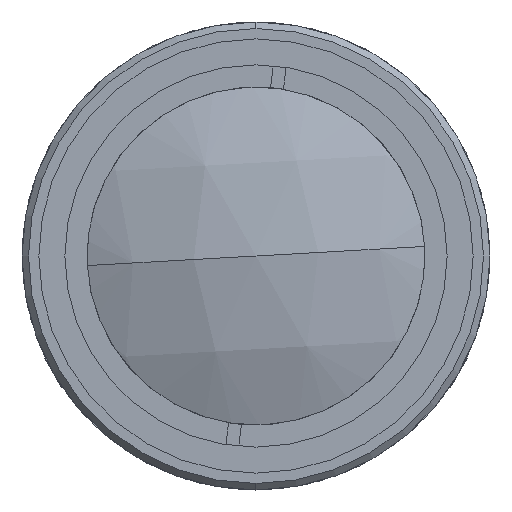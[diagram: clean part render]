
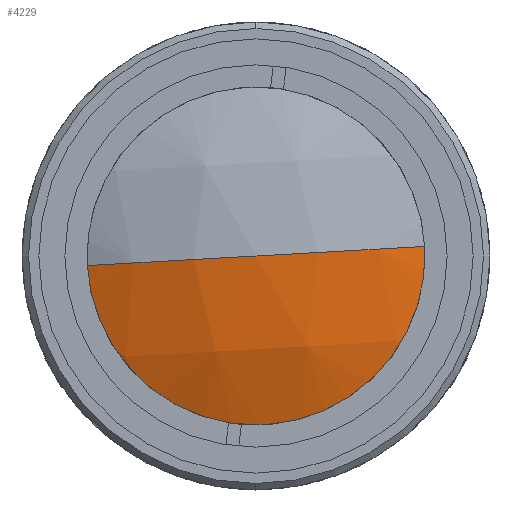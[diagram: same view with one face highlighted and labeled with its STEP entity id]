
A CAD part, left-side view. The second image highlights one B-rep face of the part: STEP entity #4229.
In plain terms, the highlighted spherical face has radius 34.13 mm.
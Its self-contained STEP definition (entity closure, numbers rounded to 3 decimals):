
#125 = DIRECTION ( 'NONE',  ( 0., 0.057, 0.998 ) ) ;
#544 = DIRECTION ( 'NONE',  ( -1., 0., 0. ) ) ;
#620 = CARTESIAN_POINT ( 'NONE',  ( 42.13, 0., 0. ) ) ;
#706 = VERTEX_POINT ( 'NONE', #2591 ) ;
#836 = VERTEX_POINT ( 'NONE', #2693 ) ;
#844 = CARTESIAN_POINT ( 'NONE',  ( 8., 0., 0. ) ) ;
#902 = AXIS2_PLACEMENT_3D ( 'NONE', #1256, #3872, #4676 ) ;
#1049 = DIRECTION ( 'NONE',  ( 0., -0.998, 0.057 ) ) ;
#1055 = AXIS2_PLACEMENT_3D ( 'NONE', #620, #2091, #3227 ) ;
#1218 = ORIENTED_EDGE ( 'NONE', *, *, #3083, .T. ) ;
#1256 = CARTESIAN_POINT ( 'NONE',  ( 42.13, 0., 0. ) ) ;
#1518 = CARTESIAN_POINT ( 'NONE',  ( 42.13, 0., 0. ) ) ;
#1663 = EDGE_CURVE ( 'NONE', #706, #836, #4612, .T. ) ;
#1685 = CARTESIAN_POINT ( 'NONE',  ( 11.003, 0., 0. ) ) ;
#2091 = DIRECTION ( 'NONE',  ( 0., -0.057, -0.998 ) ) ;
#2282 = AXIS2_PLACEMENT_3D ( 'NONE', #1685, #544, #125 ) ;
#2432 = FACE_OUTER_BOUND ( 'NONE', #4762, .T. ) ;
#2463 = CIRCLE ( 'NONE', #3555, 34.13 ) ;
#2591 = CARTESIAN_POINT ( 'NONE',  ( 11.003, 13.977, -0.794 ) ) ;
#2693 = CARTESIAN_POINT ( 'NONE',  ( 11.003, -13.977, 0.794 ) ) ;
#2861 = SPHERICAL_SURFACE ( 'NONE', #1055, 34.13 ) ;
#3083 = EDGE_CURVE ( 'NONE', #836, #4129, #4076, .T. ) ;
#3227 = DIRECTION ( 'NONE',  ( 0., 0.998, -0.057 ) ) ;
#3555 = AXIS2_PLACEMENT_3D ( 'NONE', #1518, #4793, #1049 ) ;
#3872 = DIRECTION ( 'NONE',  ( 0., -0.057, -0.998 ) ) ;
#4076 = CIRCLE ( 'NONE', #902, 34.13 ) ;
#4129 = VERTEX_POINT ( 'NONE', #844 ) ;
#4229 = ADVANCED_FACE ( 'NONE', ( #2432 ), #2861, .T. ) ;
#4375 = EDGE_CURVE ( 'NONE', #706, #4129, #2463, .T. ) ;
#4485 = ORIENTED_EDGE ( 'NONE', *, *, #4375, .F. ) ;
#4529 = ORIENTED_EDGE ( 'NONE', *, *, #1663, .T. ) ;
#4612 = CIRCLE ( 'NONE', #2282, 14. ) ;
#4676 = DIRECTION ( 'NONE',  ( 0., 0.998, -0.057 ) ) ;
#4762 = EDGE_LOOP ( 'NONE', ( #4529, #1218, #4485 ) ) ;
#4793 = DIRECTION ( 'NONE',  ( 0., 0.057, 0.998 ) ) ;
